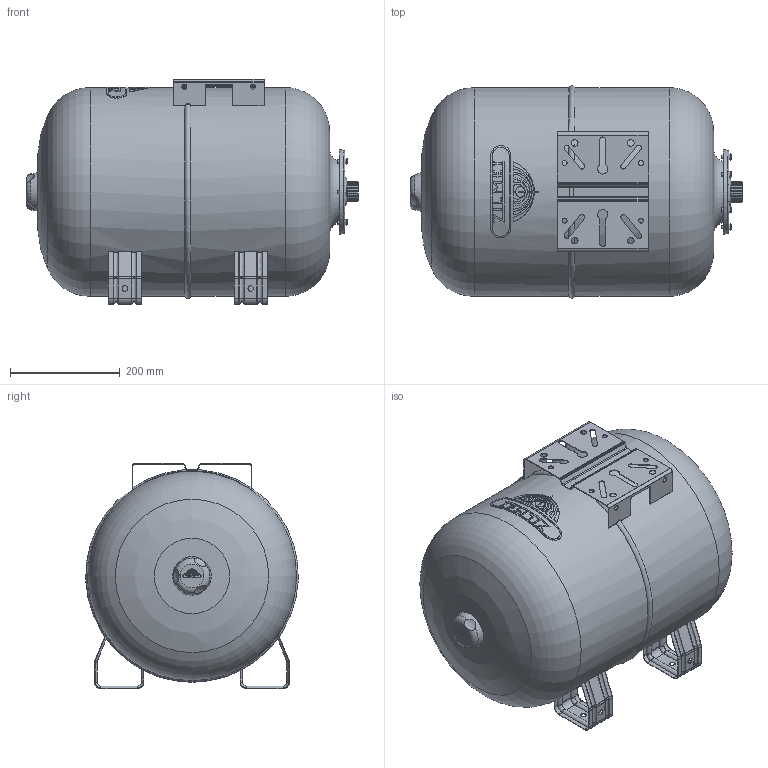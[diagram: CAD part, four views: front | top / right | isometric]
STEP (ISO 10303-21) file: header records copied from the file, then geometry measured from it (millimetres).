
FILE_DESCRIPTION(/* description */ (''),/* implementation_level */ '2;1');
FILE_NAME(/* name */ '02_ULTRA-PRO 50L Н 10bar_11000050071.stp',/* time_stamp */ '2019-09-03T14:26:21+03:00',/* author */ ('shkarinov'),/* organization */ (''),/* preprocessor_version */ 'ST-DEVELOPER v16.5',/* originating_system */ 'Autodesk Inventor 2017',/* authorisation */ '');
FILE_SCHEMA (('AUTOMOTIVE_DESIGN { 1 0 10303 214 3 1 1 }'));
Length unit declared in the file: inch
Products named in the file (1): 02_ULTRA-PRO 50L Н 10bar_11000050071
Bounding box: 604.44 x 386.82 x 410 mm (x, y, z)
Volume: 56824831.3 mm3; surface area: 1037559.3 mm2
Topology: 1 solids, 3 shells, 903 faces, 2224 edges, 1367 vertices
Faces by surface type: plane 441, cylinder 238, cone 108, bspline 70, torus 43, sphere 3
Full cylindrical faces by diameter (mm): 6 x6, 9 x8, 10 x8, 12 x4, 30.25 x2, 107.757 x1, 145.241 x1, 380 x2
Entity records: 31015 total; most frequent: CARTESIAN_POINT 9220, DIRECTION 4330, ORIENTED_EDGE 4230, EDGE_CURVE 2113, AXIS2_PLACEMENT_3D 1551, VERTEX_POINT 1346, LINE 1228, VECTOR 1228
